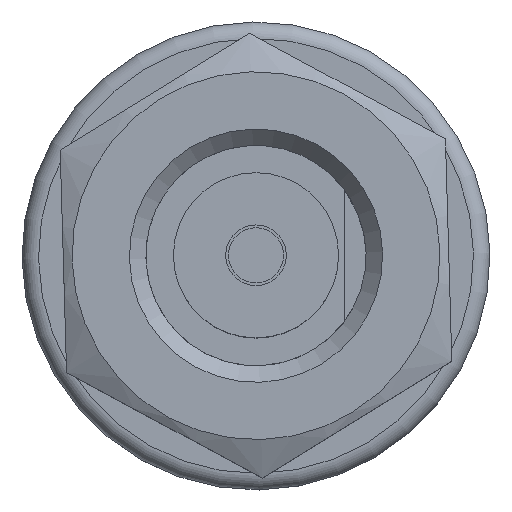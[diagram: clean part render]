
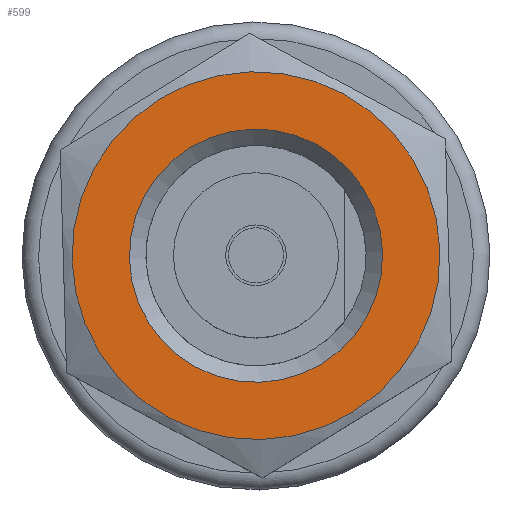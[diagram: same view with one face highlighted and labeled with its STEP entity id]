
A CAD part, top view. The second image highlights one B-rep face of the part: STEP entity #599.
In plain terms, the highlighted planar face has unit normal (0, 0, 1).
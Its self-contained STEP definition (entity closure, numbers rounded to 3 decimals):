
#118=PLANE($,#663);
#139=FACE_BOUND($,#231,.T.);
#176=FACE_OUTER_BOUND($,#230,.T.);
#230=EDGE_LOOP($,(#500));
#231=EDGE_LOOP($,(#501));
#273=CIRCLE($,#660,2.3);
#275=CIRCLE($,#664,3.341);
#316=VERTEX_POINT($,#2024);
#318=VERTEX_POINT($,#2030);
#383=EDGE_CURVE($,#316,#316,#273,.T.);
#385=EDGE_CURVE($,#318,#318,#275,.T.);
#500=ORIENTED_EDGE($,*,*,#385,.F.);
#501=ORIENTED_EDGE($,*,*,#383,.F.);
#599=ADVANCED_FACE($,(#176,#139),#118,.F.);
#660=AXIS2_PLACEMENT_3D($,#2025,#781,#782);
#663=AXIS2_PLACEMENT_3D($,#2029,#787,#788);
#664=AXIS2_PLACEMENT_3D($,#2031,#789,#790);
#781=DIRECTION('center_axis',(0.,0.,1.));
#782=DIRECTION('ref_axis',(-1.,0.,0.));
#787=DIRECTION('center_axis',(0.,0.,-1.));
#788=DIRECTION('ref_axis',(-1.,0.,0.));
#789=DIRECTION('center_axis',(0.,0.,-1.));
#790=DIRECTION('ref_axis',(-1.,0.,0.));
#2024=CARTESIAN_POINT('',(2.3,0.,2.4));
#2025=CARTESIAN_POINT('Origin',(0.,0.,2.4));
#2029=CARTESIAN_POINT('Origin',(0.,0.,2.4));
#2030=CARTESIAN_POINT('',(3.341,0.,2.4));
#2031=CARTESIAN_POINT('Origin',(0.,0.,2.4));
